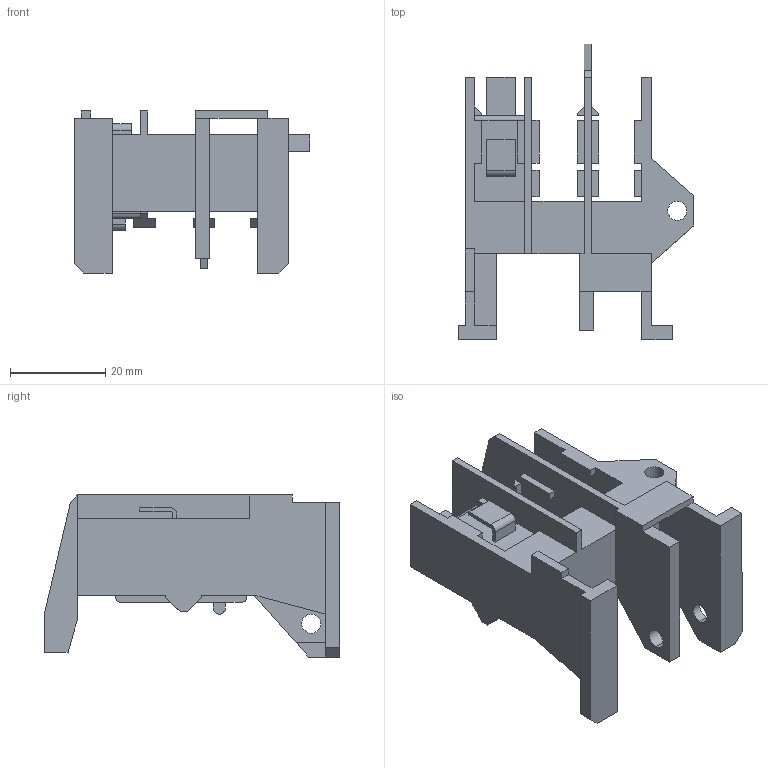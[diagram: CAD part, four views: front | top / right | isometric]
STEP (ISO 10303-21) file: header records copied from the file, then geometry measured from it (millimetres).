
FILE_DESCRIPTION (( 'STEP AP203' ), '1' );
FILE_NAME ('Àâàðèéíûé êîíòàêò ê ÂÀ-99 800-1600À.STEP', '2016-10-24T10:18:54', ( 'kuryshev' ), ( '' ), 'SwSTEP 2.0', 'SolidWorks 2010', '' );
FILE_SCHEMA (( 'CONFIG_CONTROL_DESIGN' ));
Length unit declared in the file: millimetre
Products named in the file (1): Àâàðèéíûé êîíòàêò ê ÂÀ-99 800-1600À
Bounding box: 49.5 x 62 x 34 mm (x, y, z)
Volume: 16054.3 mm3; surface area: 13183.9 mm2
Topology: 1 solids, 1 shells, 204 faces, 559 edges, 366 vertices
Faces by surface type: plane 183, cylinder 21
Entity records: 6422 total; most frequent: CARTESIAN_POINT 1154, ORIENTED_EDGE 1118, DIRECTION 987, EDGE_CURVE 559, LINE 525, VECTOR 525, VERTEX_POINT 366, AXIS2_PLACEMENT_3D 231
